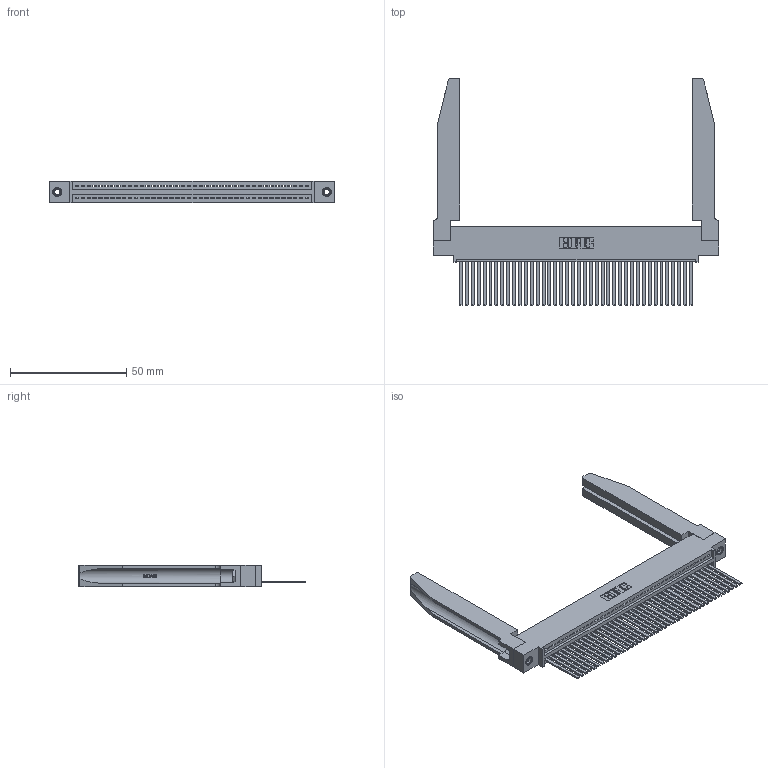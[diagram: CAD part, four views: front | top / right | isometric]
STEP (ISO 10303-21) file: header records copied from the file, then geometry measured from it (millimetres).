
FILE_DESCRIPTION (( 'STEP AP203' ), '1' );
FILE_NAME ('345-040-544-478.STEP', '2019-10-08T10:23:34', ( '' ), ( '' ), 'SwSTEP 2.0', 'SolidWorks 2016', '' );
FILE_SCHEMA (( 'CONFIG_CONTROL_DESIGN' ));
Length unit declared in the file: inch
Products named in the file (5): 345-250-001_345-250-001-102; 345-220-078_345-220-078; 345-292-001_345-293-144; 345 Part_0.110 Offset - 0.156 Dia-TH; 345-040-544-478
Assembly tree (45 placements, depth 2):
  345-040-544-478
    345 Part_0.110 Offset - 0.156 Dia-TH
    345-292-001_345-293-144  x40
    345-250-001_345-250-001-102  x2
    345-220-078_345-220-078  x2
Bounding box: 122.83 x 97.71 x 9.4 mm (x, y, z)
Volume: 19810.9 mm3; surface area: 24291.7 mm2
Topology: 45 solids, 45 shells, 2444 faces, 7281 edges, 4790 vertices
Faces by surface type: plane 1666, cylinder 726, bspline 36, cone 12, torus 4
Entity records: 35062 total; most frequent: CARTESIAN_POINT 6971, ORIENTED_EDGE 5842, DIRECTION 5095, EDGE_CURVE 2921, VECTOR 2539, LINE 2539, VERTEX_POINT 1940, AXIS2_PLACEMENT_3D 1278
